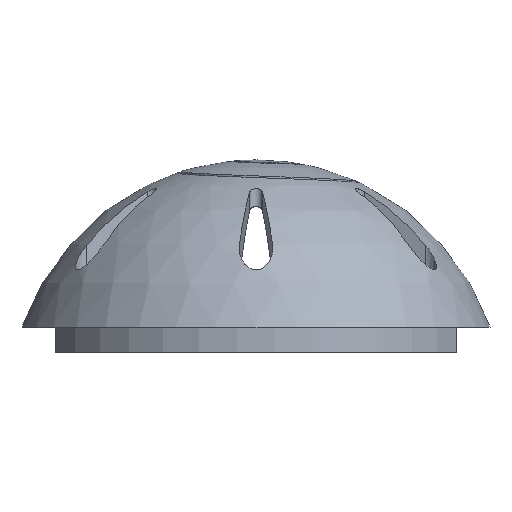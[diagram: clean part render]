
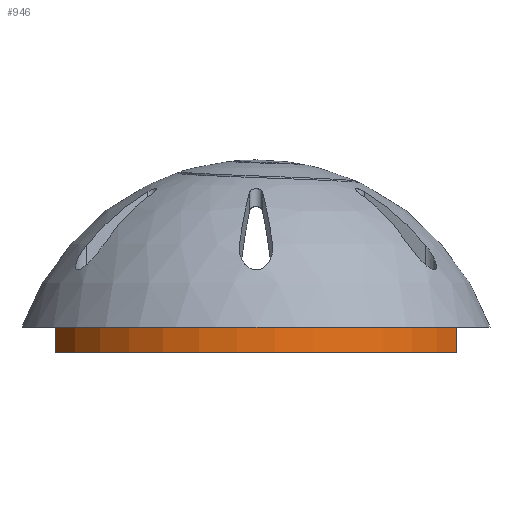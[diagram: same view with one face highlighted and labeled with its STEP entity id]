
A CAD part, left-side view. The second image highlights one B-rep face of the part: STEP entity #946.
In plain terms, the highlighted cylindrical face has radius 26.48 mm (diameter 52.96 mm), a partial arc.
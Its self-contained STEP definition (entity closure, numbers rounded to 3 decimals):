
#28=CYLINDRICAL_SURFACE('',#1063,26.48);
#96=LINE('',#3899,#140);
#99=LINE('',#3905,#143);
#140=VECTOR('',#1306,1.);
#143=VECTOR('',#1311,1.);
#193=FACE_OUTER_BOUND('',#249,.T.);
#249=EDGE_LOOP('',(#856,#857,#858,#859));
#328=CIRCLE('',#1008,26.48);
#356=CIRCLE('',#1064,26.48);
#416=VERTEX_POINT('',#3011);
#417=VERTEX_POINT('',#3013);
#454=VERTEX_POINT('',#3898);
#456=VERTEX_POINT('',#3904);
#521=EDGE_CURVE('',#417,#416,#328,.T.);
#592=EDGE_CURVE('',#416,#454,#96,.T.);
#595=EDGE_CURVE('',#417,#456,#99,.T.);
#596=EDGE_CURVE('',#456,#454,#356,.T.);
#856=ORIENTED_EDGE('',*,*,#595,.F.);
#857=ORIENTED_EDGE('',*,*,#521,.T.);
#858=ORIENTED_EDGE('',*,*,#592,.T.);
#859=ORIENTED_EDGE('',*,*,#596,.F.);
#946=ADVANCED_FACE('',(#193),#28,.T.);
#1008=AXIS2_PLACEMENT_3D('',#3014,#1169,#1170);
#1063=AXIS2_PLACEMENT_3D('',#3903,#1309,#1310);
#1064=AXIS2_PLACEMENT_3D('',#3906,#1312,#1313);
#1169=DIRECTION('center_axis',(0.,0.,-1.));
#1170=DIRECTION('ref_axis',(1.,0.,0.));
#1306=DIRECTION('',(0.,0.,-1.));
#1309=DIRECTION('center_axis',(0.,0.,1.));
#1310=DIRECTION('ref_axis',(-1.,0.,0.));
#1311=DIRECTION('',(0.,0.,-1.));
#1312=DIRECTION('center_axis',(0.,0.,-1.));
#1313=DIRECTION('ref_axis',(1.,0.,0.));
#3011=CARTESIAN_POINT('',(-11.24,23.976,0.));
#3013=CARTESIAN_POINT('',(-11.24,-23.976,0.));
#3014=CARTESIAN_POINT('Origin',(0.,0.,0.));
#3898=CARTESIAN_POINT('',(-11.24,23.976,-3.));
#3899=CARTESIAN_POINT('',(-11.24,23.976,0.));
#3903=CARTESIAN_POINT('Origin',(0.,0.,0.));
#3904=CARTESIAN_POINT('',(-11.24,-23.976,-3.));
#3905=CARTESIAN_POINT('',(-11.24,-23.976,0.));
#3906=CARTESIAN_POINT('Origin',(0.,0.,-3.));
